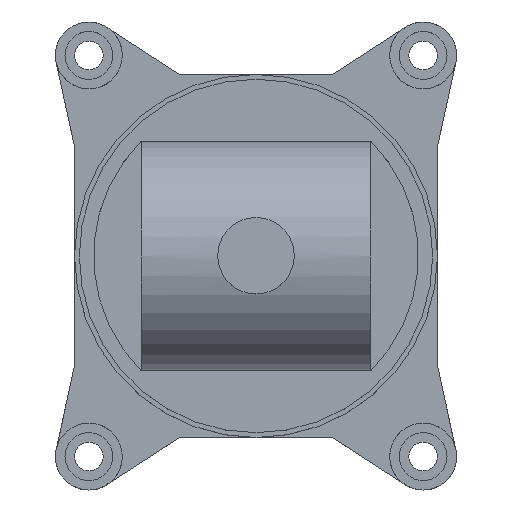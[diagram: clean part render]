
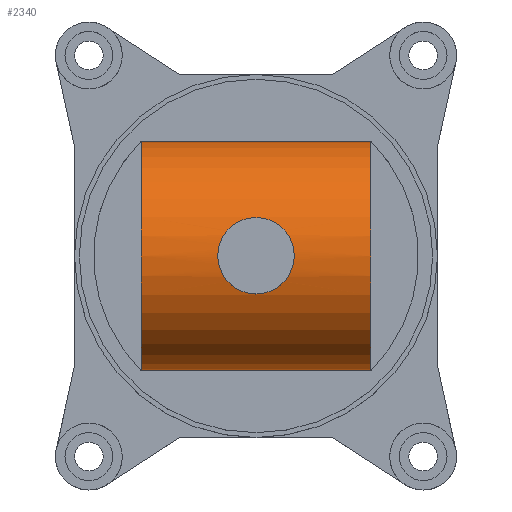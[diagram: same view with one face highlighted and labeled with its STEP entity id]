
A CAD part, top view. The second image highlights one B-rep face of the part: STEP entity #2340.
In plain terms, the highlighted cylindrical face has radius 12 mm (diameter 24 mm), a partial arc.
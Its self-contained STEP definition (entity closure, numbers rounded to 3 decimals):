
#2192 = EDGE_CURVE('',#2193,#2195,#2197,.T.);
#2193 = VERTEX_POINT('',#2194);
#2194 = CARTESIAN_POINT('',(0.,-12.,4.));
#2195 = VERTEX_POINT('',#2196);
#2196 = CARTESIAN_POINT('',(24.,-12.,4.));
#2197 = LINE('',#2198,#2199);
#2198 = CARTESIAN_POINT('',(0.,-12.,4.));
#2199 = VECTOR('',#2200,1.);
#2200 = DIRECTION('',(1.,0.,0.));
#2265 = VERTEX_POINT('',#2266);
#2266 = CARTESIAN_POINT('',(0.,12.,4.));
#2272 = EDGE_CURVE('',#2265,#2193,#2273,.T.);
#2273 = CIRCLE('',#2274,12.);
#2274 = AXIS2_PLACEMENT_3D('',#2275,#2276,#2277);
#2275 = CARTESIAN_POINT('',(0.,0.,4.));
#2276 = DIRECTION('',(1.,0.,0.));
#2277 = DIRECTION('',(0.,1.,0.));
#2310 = VERTEX_POINT('',#2311);
#2311 = CARTESIAN_POINT('',(24.,12.,4.));
#2317 = EDGE_CURVE('',#2310,#2195,#2318,.T.);
#2318 = CIRCLE('',#2319,12.);
#2319 = AXIS2_PLACEMENT_3D('',#2320,#2321,#2322);
#2320 = CARTESIAN_POINT('',(24.,0.,4.));
#2321 = DIRECTION('',(1.,0.,0.));
#2322 = DIRECTION('',(0.,1.,0.));
#2340 = ADVANCED_FACE('',(#2341,#2352),#2410,.T.);
#2341 = FACE_BOUND('',#2342,.F.);
#2342 = EDGE_LOOP('',(#2343,#2349,#2350,#2351));
#2343 = ORIENTED_EDGE('',*,*,#2344,.T.);
#2344 = EDGE_CURVE('',#2265,#2310,#2345,.T.);
#2345 = LINE('',#2346,#2347);
#2346 = CARTESIAN_POINT('',(0.,12.,4.));
#2347 = VECTOR('',#2348,1.);
#2348 = DIRECTION('',(1.,0.,0.));
#2349 = ORIENTED_EDGE('',*,*,#2317,.T.);
#2350 = ORIENTED_EDGE('',*,*,#2192,.F.);
#2351 = ORIENTED_EDGE('',*,*,#2272,.F.);
#2352 = FACE_BOUND('',#2353,.F.);
#2353 = EDGE_LOOP('',(#2354));
#2354 = ORIENTED_EDGE('',*,*,#2355,.F.);
#2355 = EDGE_CURVE('',#2356,#2356,#2358,.T.);
#2356 = VERTEX_POINT('',#2357);
#2357 = CARTESIAN_POINT('',(12.,2.25,15.787));
#2358 = B_SPLINE_CURVE_WITH_KNOTS('',8,(#2359,#2360,#2361,#2362,#2363,
    #2364,#2365,#2366,#2367,#2368,#2369,#2370,#2371,#2372,#2373,#2374,
    #2375,#2376,#2377,#2378,#2379,#2380,#2381,#2382,#2383,#2384,#2385,
    #2386,#2387,#2388,#2389,#2390,#2391,#2392,#2393,#2394,#2395,#2396,
    #2397,#2398,#2399,#2400,#2401,#2402,#2403,#2404,#2405,#2406,#2407,
    #2408,#2409),.UNSPECIFIED.,.T.,.F.,(9,7,7,7,7,7,7,9),(0.,
    0.155,0.287,0.424,0.58,
    0.708,0.829,1.),.UNSPECIFIED.);
#2359 = CARTESIAN_POINT('',(12.,2.25,15.787));
#2360 = CARTESIAN_POINT('',(12.235,2.25,15.787));
#2361 = CARTESIAN_POINT('',(12.47,2.222,
    15.793));
#2362 = CARTESIAN_POINT('',(12.703,2.166,
    15.803));
#2363 = CARTESIAN_POINT('',(12.931,2.081,
    15.819));
#2364 = CARTESIAN_POINT('',(13.152,1.967,
    15.839));
#2365 = CARTESIAN_POINT('',(13.363,1.822,
    15.863));
#2366 = CARTESIAN_POINT('',(13.559,1.645,
    15.889));
#2367 = CARTESIAN_POINT('',(13.882,1.254,
    15.936));
#2368 = CARTESIAN_POINT('',(14.021,1.043,
    15.958));
#2369 = CARTESIAN_POINT('',(14.138,0.804,
    15.979));
#2370 = CARTESIAN_POINT('',(14.223,0.542,
    15.995));
#2371 = CARTESIAN_POINT('',(14.271,0.265,
    16.004));
#2372 = CARTESIAN_POINT('',(14.279,-0.016,
    16.006));
#2373 = CARTESIAN_POINT('',(14.247,-0.294,
    15.999));
#2374 = CARTESIAN_POINT('',(14.109,-0.833,
    15.974));
#2375 = CARTESIAN_POINT('',(14.003,-1.084,
    15.955));
#2376 = CARTESIAN_POINT('',(13.868,-1.309,
    15.933));
#2377 = CARTESIAN_POINT('',(13.711,-1.508,
    15.908));
#2378 = CARTESIAN_POINT('',(13.537,-1.679,
    15.884));
#2379 = CARTESIAN_POINT('',(13.352,-1.823,
    15.862));
#2380 = CARTESIAN_POINT('',(13.157,-1.942,
    15.842));
#2381 = CARTESIAN_POINT('',(12.73,-2.143,
    15.808));
#2382 = CARTESIAN_POINT('',(12.492,-2.22,
    15.793));
#2383 = CARTESIAN_POINT('',(12.248,-2.265,
    15.784));
#2384 = CARTESIAN_POINT('',(12.,-2.281,
    15.781));
#2385 = CARTESIAN_POINT('',(11.752,-2.265,
    15.784));
#2386 = CARTESIAN_POINT('',(11.508,-2.22,
    15.793));
#2387 = CARTESIAN_POINT('',(11.27,-2.143,
    15.808));
#2388 = CARTESIAN_POINT('',(10.855,-1.948,
    15.841));
#2389 = CARTESIAN_POINT('',(10.673,-1.838,
    15.859));
#2390 = CARTESIAN_POINT('',(10.498,-1.706,
    15.88));
#2391 = CARTESIAN_POINT('',(10.334,-1.551,
    15.902));
#2392 = CARTESIAN_POINT('',(10.183,-1.372,
    15.925));
#2393 = CARTESIAN_POINT('',(10.05,-1.169,
    15.946));
#2394 = CARTESIAN_POINT('',(9.941,-0.943,
    15.965));
#2395 = CARTESIAN_POINT('',(9.784,-0.461,
    15.993));
#2396 = CARTESIAN_POINT('',(9.735,-0.21,
    16.003));
#2397 = CARTESIAN_POINT('',(9.719,0.049,
    16.006));
#2398 = CARTESIAN_POINT('',(9.737,0.309,16.002
    ));
#2399 = CARTESIAN_POINT('',(9.79,0.562,
    15.992));
#2400 = CARTESIAN_POINT('',(9.873,0.8,
    15.977));
#2401 = CARTESIAN_POINT('',(9.98,1.016,
    15.958));
#2402 = CARTESIAN_POINT('',(10.271,1.474,
    15.912));
#2403 = CARTESIAN_POINT('',(10.476,1.702,
    15.882));
#2404 = CARTESIAN_POINT('',(10.706,1.889,
    15.853));
#2405 = CARTESIAN_POINT('',(10.953,2.036,
    15.827));
#2406 = CARTESIAN_POINT('',(11.21,2.144,
    15.807));
#2407 = CARTESIAN_POINT('',(11.474,2.215,
    15.794));
#2408 = CARTESIAN_POINT('',(11.738,2.25,15.787));
#2409 = CARTESIAN_POINT('',(12.,2.25,15.787));
#2410 = CYLINDRICAL_SURFACE('',#2411,12.);
#2411 = AXIS2_PLACEMENT_3D('',#2412,#2413,#2414);
#2412 = CARTESIAN_POINT('',(0.,0.,4.));
#2413 = DIRECTION('',(-1.,0.,0.));
#2414 = DIRECTION('',(0.,1.,0.));
